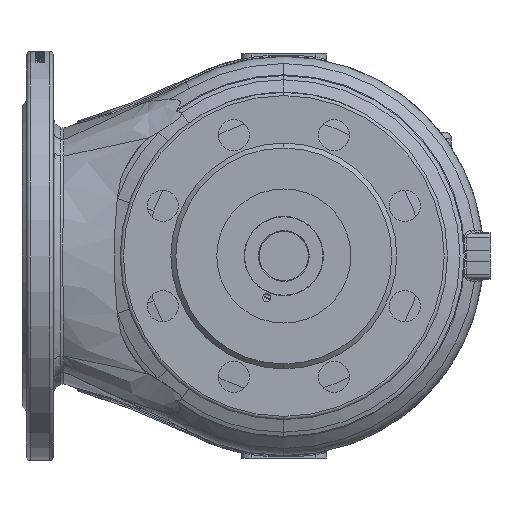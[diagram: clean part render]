
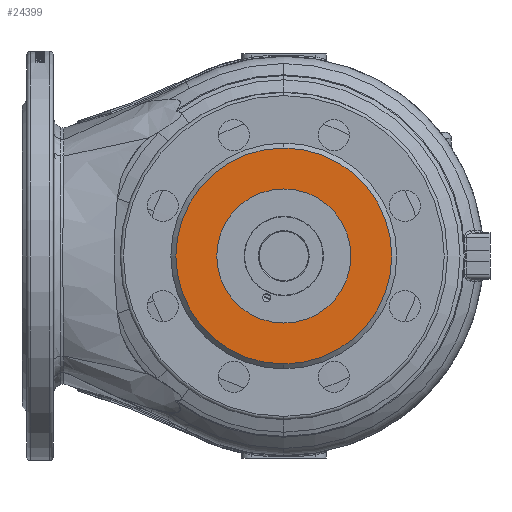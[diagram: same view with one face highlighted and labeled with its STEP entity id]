
A CAD part, front view. The second image highlights one B-rep face of the part: STEP entity #24399.
In plain terms, the highlighted planar face has unit normal (0, -1, 0).
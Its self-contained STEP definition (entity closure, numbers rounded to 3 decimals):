
#3790 = CIRCLE ( 'NONE', #145224, 41. ) ;
#5698 = AXIS2_PLACEMENT_3D ( 'NONE', #51951, #32962, #207438 ) ;
#20861 = DIRECTION ( 'NONE',  ( 0., 0., -1. ) ) ;
#23015 = ORIENTED_EDGE ( 'NONE', *, *, #205150, .T. ) ;
#23880 = CIRCLE ( 'NONE', #250057, 66. ) ;
#24399 = ADVANCED_FACE ( 'NONE', ( #42898, #198425 ), #142645, .T. ) ;
#29561 = DIRECTION ( 'NONE',  ( 0., 0., -1. ) ) ;
#32962 = DIRECTION ( 'NONE',  ( 0., 1., 0. ) ) ;
#42898 = FACE_OUTER_BOUND ( 'NONE', #59755, .T. ) ;
#44921 = EDGE_CURVE ( 'NONE', #54589, #216805, #23880, .T. ) ;
#50390 = DIRECTION ( 'NONE',  ( 0., -1., 0. ) ) ;
#51951 = CARTESIAN_POINT ( 'NONE',  ( 0., -195., 0. ) ) ;
#52740 = EDGE_CURVE ( 'NONE', #236843, #128103, #3790, .T. ) ;
#54589 = VERTEX_POINT ( 'NONE', #212956 ) ;
#59755 = EDGE_LOOP ( 'NONE', ( #87225, #212549 ) ) ;
#82632 = CIRCLE ( 'NONE', #5698, 66. ) ;
#87225 = ORIENTED_EDGE ( 'NONE', *, *, #139493, .F. ) ;
#89573 = AXIS2_PLACEMENT_3D ( 'NONE', #152369, #50390, #164121 ) ;
#97860 = ORIENTED_EDGE ( 'NONE', *, *, #52740, .T. ) ;
#106264 = AXIS2_PLACEMENT_3D ( 'NONE', #111650, #226670, #129314 ) ;
#111650 = CARTESIAN_POINT ( 'NONE',  ( 0., -195., 0. ) ) ;
#125611 = CARTESIAN_POINT ( 'NONE',  ( 0., -195., 0. ) ) ;
#128103 = VERTEX_POINT ( 'NONE', #152629 ) ;
#129314 = DIRECTION ( 'NONE',  ( 0., 0., -1. ) ) ;
#139493 = EDGE_CURVE ( 'NONE', #216805, #54589, #82632, .T. ) ;
#142645 = PLANE ( 'NONE',  #89573 ) ;
#145224 = AXIS2_PLACEMENT_3D ( 'NONE', #125611, #238188, #29561 ) ;
#152369 = CARTESIAN_POINT ( 'NONE',  ( 0., -195., 0. ) ) ;
#152629 = CARTESIAN_POINT ( 'NONE',  ( 0., -195., -41. ) ) ;
#159828 = CARTESIAN_POINT ( 'NONE',  ( 0., -195., 0. ) ) ;
#164121 = DIRECTION ( 'NONE',  ( 0., 0., -1. ) ) ;
#183115 = CIRCLE ( 'NONE', #106264, 41. ) ;
#198425 = FACE_BOUND ( 'NONE', #221441, .T. ) ;
#205150 = EDGE_CURVE ( 'NONE', #128103, #236843, #183115, .T. ) ;
#207438 = DIRECTION ( 'NONE',  ( 0., 0., -1. ) ) ;
#212549 = ORIENTED_EDGE ( 'NONE', *, *, #44921, .F. ) ;
#212956 = CARTESIAN_POINT ( 'NONE',  ( 0., -195., -66. ) ) ;
#214020 = CARTESIAN_POINT ( 'NONE',  ( 0., -195., 41. ) ) ;
#216805 = VERTEX_POINT ( 'NONE', #243807 ) ;
#221441 = EDGE_LOOP ( 'NONE', ( #97860, #23015 ) ) ;
#226670 = DIRECTION ( 'NONE',  ( 0., 1., 0. ) ) ;
#234518 = DIRECTION ( 'NONE',  ( 0., 1., 0. ) ) ;
#236843 = VERTEX_POINT ( 'NONE', #214020 ) ;
#238188 = DIRECTION ( 'NONE',  ( 0., 1., 0. ) ) ;
#243807 = CARTESIAN_POINT ( 'NONE',  ( 0., -195., 66. ) ) ;
#250057 = AXIS2_PLACEMENT_3D ( 'NONE', #159828, #234518, #20861 ) ;
